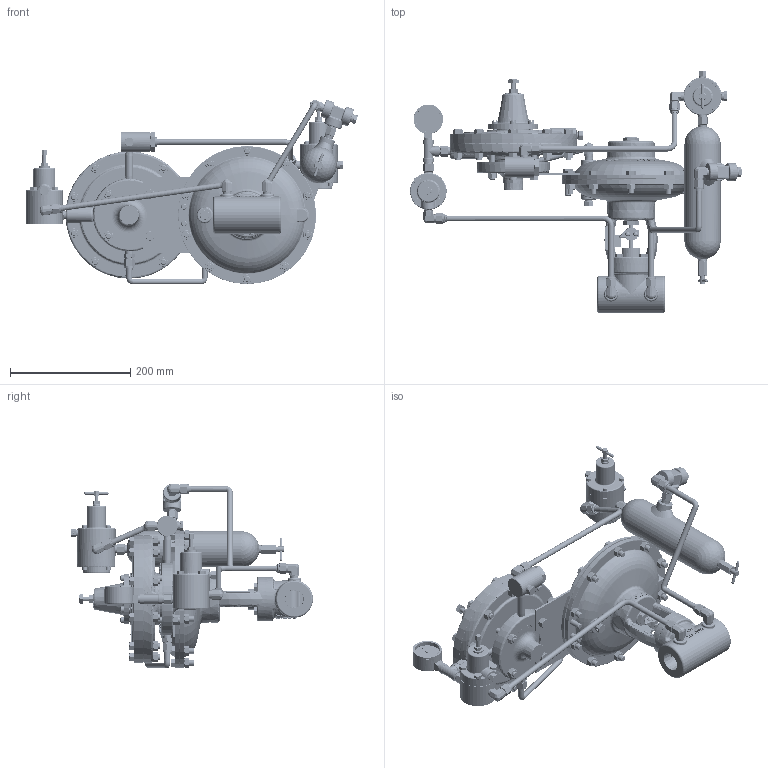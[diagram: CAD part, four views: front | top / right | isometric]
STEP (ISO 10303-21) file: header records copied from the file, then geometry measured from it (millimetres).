
FILE_DESCRIPTION (( 'STEP AP203' ), '1' );
FILE_NAME ('1 INCH HPCV 1400 SMT WITH AHK (POZ HPPR).STEP', '2017-05-10T13:22:51', ( '' ), ( '' ), 'SwSTEP 2.0', 'SolidWorks 2016', '' );
FILE_SCHEMA (( 'CONFIG_CONTROL_DESIGN' ));
Length unit declared in the file: inch
Products named in the file (1): 1 INCH HPCV 1400 SMT WITH AHK (POZ HPPR)
Bounding box: 553.29 x 402.96 x 308.1 mm (x, y, z)
Volume: 6074535.8 mm3; surface area: 749352.1 mm2
Topology: 2 solids, 2 shells, 6969 faces, 17323 edges, 10720 vertices
Faces by surface type: plane 3018, bspline 1291, cylinder 1060, cone 1058, torus 360, sphere 182
Entity records: 280883 total; most frequent: CARTESIAN_POINT 126668, ORIENTED_EDGE 34314, DIRECTION 28600, EDGE_CURVE 17157, VERTEX_POINT 10720, AXIS2_PLACEMENT_3D 10556, EDGE_LOOP 7561, LINE 7488
